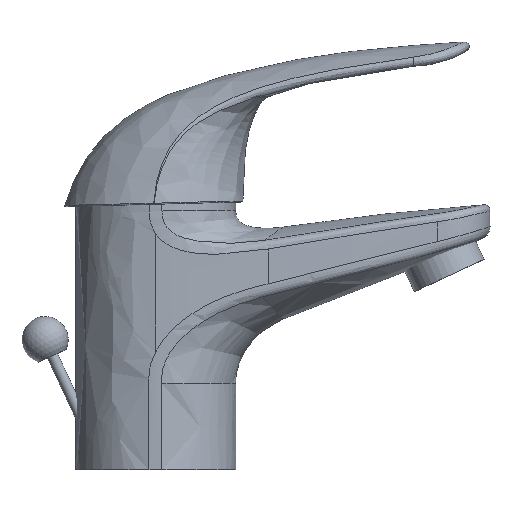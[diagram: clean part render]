
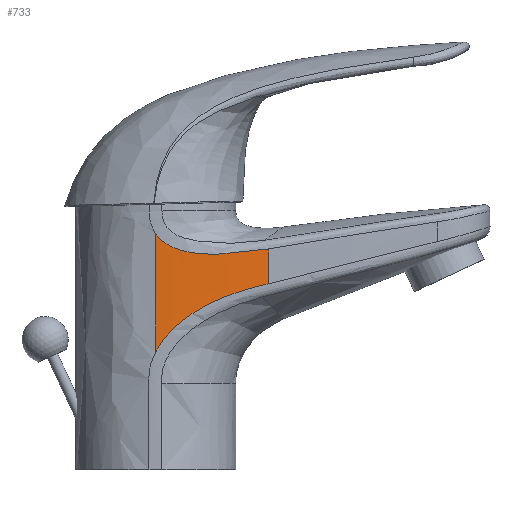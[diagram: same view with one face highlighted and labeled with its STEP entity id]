
A CAD part, front view. The second image highlights one B-rep face of the part: STEP entity #733.
In plain terms, the highlighted free-form (B-spline) face has degree [3, 3] with [4, 4] control points.
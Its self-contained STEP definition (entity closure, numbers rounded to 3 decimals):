
#128=B_SPLINE_CURVE_WITH_KNOTS('',3,(#8460,#8461,#8462,#8463,#8464,#8465,
#8466,#8467,#8468),.UNSPECIFIED.,.F.,.F.,(4,1,1,1,1,1,4),(0.,
0.25,0.5,0.625,0.75,
0.875,1.),.UNSPECIFIED.);
#133=B_SPLINE_CURVE_WITH_KNOTS('',3,(#8843,#8844,#8845,#8846,#8847,#8848,
#8849,#8850,#8851),.UNSPECIFIED.,.F.,.F.,(4,1,1,1,1,1,4),(0.,0.25,0.5,0.625,
0.75,0.875,1.),.UNSPECIFIED.);
#137=B_SPLINE_CURVE_WITH_KNOTS('',3,(#8973,#8974,#8975,#8976),
 .UNSPECIFIED.,.F.,.F.,(4,4),(0.132,0.819),
 .UNSPECIFIED.);
#138=B_SPLINE_CURVE_WITH_KNOTS('',3,(#8993,#8994,#8995,#8996),
 .UNSPECIFIED.,.F.,.F.,(4,4),(0.,1.),.PIECEWISE_BEZIER_KNOTS.);
#168=B_SPLINE_SURFACE_WITH_KNOTS('',3,3,((#8977,#8978,#8979,#8980),(#8981,
#8982,#8983,#8984),(#8985,#8986,#8987,#8988),(#8989,#8990,#8991,#8992)),
 .UNSPECIFIED.,.F.,.F.,.F.,(4,4),(4,4),(0.177,0.872),
(0.,1.),.PIECEWISE_BEZIER_KNOTS.);
#387=ORIENTED_EDGE('',*,*,#506,.F.);
#388=ORIENTED_EDGE('',*,*,#501,.F.);
#389=ORIENTED_EDGE('',*,*,#505,.T.);
#390=ORIENTED_EDGE('',*,*,#496,.F.);
#496=EDGE_CURVE('',#571,#572,#128,.F.);
#501=EDGE_CURVE('',#575,#576,#133,.F.);
#505=EDGE_CURVE('',#575,#572,#137,.T.);
#506=EDGE_CURVE('',#576,#571,#138,.F.);
#571=VERTEX_POINT('',#8459);
#572=VERTEX_POINT('',#8469);
#575=VERTEX_POINT('',#8842);
#576=VERTEX_POINT('',#8852);
#634=EDGE_LOOP('',(#387,#388,#389,#390));
#684=FACE_BOUND('',#634,.T.);
#733=ADVANCED_FACE('',(#684),#168,.F.);
#8459=CARTESIAN_POINT('',(35.119,-22.933,58.127));
#8460=CARTESIAN_POINT('',(0.,-25.,36.779));
#8461=CARTESIAN_POINT('',(1.592,-25.002,39.908));
#8462=CARTESIAN_POINT('',(6.193,-24.891,45.417));
#8463=CARTESIAN_POINT('',(13.602,-24.471,50.392));
#8464=CARTESIAN_POINT('',(19.991,-24.041,53.474));
#8465=CARTESIAN_POINT('',(24.945,-23.686,55.381));
#8466=CARTESIAN_POINT('',(30.005,-23.312,56.92));
#8467=CARTESIAN_POINT('',(33.421,-23.058,57.71));
#8468=CARTESIAN_POINT('',(35.119,-22.933,58.127));
#8469=CARTESIAN_POINT('',(0.,-25.,36.779));
#8842=CARTESIAN_POINT('',(0.,-25.,73.874));
#8843=CARTESIAN_POINT('',(35.317,-22.918,69.016));
#8844=CARTESIAN_POINT('',(32.411,-23.132,68.541));
#8845=CARTESIAN_POINT('',(26.544,-23.572,67.713));
#8846=CARTESIAN_POINT('',(18.966,-24.118,67.227));
#8847=CARTESIAN_POINT('',(12.739,-24.516,67.562));
#8848=CARTESIAN_POINT('',(8.036,-24.777,68.395));
#8849=CARTESIAN_POINT('',(3.456,-24.964,70.215));
#8850=CARTESIAN_POINT('',(0.936,-25.,72.49));
#8851=CARTESIAN_POINT('',(0.,-25.,73.874));
#8852=CARTESIAN_POINT('',(35.317,-22.918,69.016));
#8973=CARTESIAN_POINT('',(0.,-25.001,73.874));
#8974=CARTESIAN_POINT('',(0.,-25.001,61.509));
#8975=CARTESIAN_POINT('',(0.,-25.,49.144));
#8976=CARTESIAN_POINT('',(0.,-25.,36.779));
#8977=CARTESIAN_POINT('',(0.,-25.,36.557));
#8978=CARTESIAN_POINT('',(8.109,-25.,42.039));
#8979=CARTESIAN_POINT('',(22.452,-23.865,51.328));
#8980=CARTESIAN_POINT('',(35.192,-22.927,56.221));
#8981=CARTESIAN_POINT('',(0.,-25.,49.07));
#8982=CARTESIAN_POINT('',(8.11,-25.,52.257));
#8983=CARTESIAN_POINT('',(22.439,-23.866,57.872));
#8984=CARTESIAN_POINT('',(34.928,-22.947,62.321));
#8985=CARTESIAN_POINT('',(0.,-25.,61.584));
#8986=CARTESIAN_POINT('',(8.111,-25.,62.473));
#8987=CARTESIAN_POINT('',(22.458,-23.865,64.221));
#8988=CARTESIAN_POINT('',(35.003,-22.941,66.13));
#8989=CARTESIAN_POINT('',(0.,-25.,74.097));
#8990=CARTESIAN_POINT('',(8.11,-25.,72.69));
#8991=CARTESIAN_POINT('',(22.569,-23.857,71.09));
#8992=CARTESIAN_POINT('',(35.584,-22.898,72.059));
#8993=CARTESIAN_POINT('',(35.457,-22.908,51.043));
#8994=CARTESIAN_POINT('',(34.844,-22.953,61.909));
#8995=CARTESIAN_POINT('',(34.845,-22.953,65.708));
#8996=CARTESIAN_POINT('',(35.957,-22.871,75.572));
